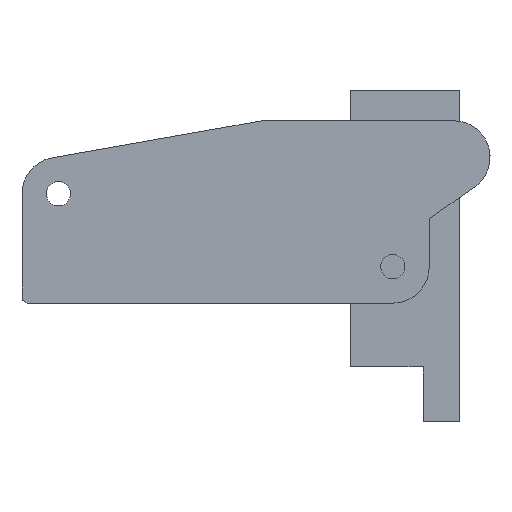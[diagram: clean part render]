
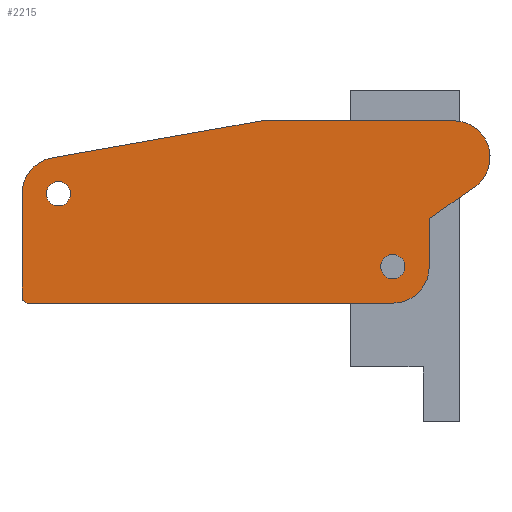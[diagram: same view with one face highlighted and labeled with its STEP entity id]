
A CAD part, left-side view. The second image highlights one B-rep face of the part: STEP entity #2215.
In plain terms, the highlighted planar face has unit normal (-1, 0, 0).
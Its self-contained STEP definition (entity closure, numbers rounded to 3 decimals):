
#30=FACE_BOUND('',#325,.T.);
#31=FACE_BOUND('',#326,.T.);
#68=CIRCLE('',#2352,2.);
#70=CIRCLE('',#2355,2.);
#71=CIRCLE('',#2358,6.);
#73=CIRCLE('',#2362,1.);
#75=CIRCLE('',#2366,6.);
#77=CIRCLE('',#2370,0.5);
#79=CIRCLE('',#2374,6.);
#199=FACE_OUTER_BOUND('',#324,.T.);
#324=EDGE_LOOP('',(#1658,#1659,#1660,#1661,#1662,#1663,#1664,#1665,#1666,
#1667,#1668));
#325=EDGE_LOOP('',(#1669));
#326=EDGE_LOOP('',(#1670));
#494=LINE('',#3293,#730);
#499=LINE('',#3307,#735);
#503=LINE('',#3319,#739);
#507=LINE('',#3331,#743);
#511=LINE('',#3343,#747);
#515=LINE('',#3354,#751);
#730=VECTOR('',#2693,10.);
#735=VECTOR('',#2706,10.);
#739=VECTOR('',#2718,10.);
#743=VECTOR('',#2730,10.);
#747=VECTOR('',#2742,10.);
#751=VECTOR('',#2754,10.);
#946=VERTEX_POINT('',#3281);
#948=VERTEX_POINT('',#3287);
#949=VERTEX_POINT('',#3291);
#950=VERTEX_POINT('',#3292);
#953=VERTEX_POINT('',#3300);
#955=VERTEX_POINT('',#3306);
#957=VERTEX_POINT('',#3312);
#959=VERTEX_POINT('',#3318);
#961=VERTEX_POINT('',#3324);
#963=VERTEX_POINT('',#3330);
#965=VERTEX_POINT('',#3336);
#967=VERTEX_POINT('',#3342);
#969=VERTEX_POINT('',#3348);
#1184=EDGE_CURVE('',#946,#946,#68,.T.);
#1187=EDGE_CURVE('',#948,#948,#70,.T.);
#1188=EDGE_CURVE('',#949,#950,#494,.T.);
#1192=EDGE_CURVE('',#953,#949,#71,.T.);
#1195=EDGE_CURVE('',#955,#953,#499,.T.);
#1198=EDGE_CURVE('',#957,#955,#73,.T.);
#1201=EDGE_CURVE('',#959,#957,#503,.T.);
#1204=EDGE_CURVE('',#961,#959,#75,.T.);
#1207=EDGE_CURVE('',#963,#961,#507,.T.);
#1210=EDGE_CURVE('',#965,#963,#77,.T.);
#1213=EDGE_CURVE('',#967,#965,#511,.T.);
#1216=EDGE_CURVE('',#969,#967,#79,.T.);
#1219=EDGE_CURVE('',#950,#969,#515,.T.);
#1658=ORIENTED_EDGE('',*,*,#1219,.F.);
#1659=ORIENTED_EDGE('',*,*,#1188,.F.);
#1660=ORIENTED_EDGE('',*,*,#1192,.F.);
#1661=ORIENTED_EDGE('',*,*,#1195,.F.);
#1662=ORIENTED_EDGE('',*,*,#1198,.F.);
#1663=ORIENTED_EDGE('',*,*,#1201,.F.);
#1664=ORIENTED_EDGE('',*,*,#1204,.F.);
#1665=ORIENTED_EDGE('',*,*,#1207,.F.);
#1666=ORIENTED_EDGE('',*,*,#1210,.F.);
#1667=ORIENTED_EDGE('',*,*,#1213,.F.);
#1668=ORIENTED_EDGE('',*,*,#1216,.F.);
#1669=ORIENTED_EDGE('',*,*,#1184,.T.);
#1670=ORIENTED_EDGE('',*,*,#1187,.T.);
#2009=PLANE('',#2378);
#2215=ADVANCED_FACE('',(#199,#30,#31),#2009,.F.);
#2352=AXIS2_PLACEMENT_3D('',#3283,#2682,#2683);
#2355=AXIS2_PLACEMENT_3D('',#3289,#2689,#2690);
#2358=AXIS2_PLACEMENT_3D('',#3301,#2699,#2700);
#2362=AXIS2_PLACEMENT_3D('',#3313,#2711,#2712);
#2366=AXIS2_PLACEMENT_3D('',#3325,#2723,#2724);
#2370=AXIS2_PLACEMENT_3D('',#3337,#2735,#2736);
#2374=AXIS2_PLACEMENT_3D('',#3349,#2747,#2748);
#2378=AXIS2_PLACEMENT_3D('',#3357,#2758,#2759);
#2682=DIRECTION('center_axis',(1.,0.,0.));
#2683=DIRECTION('ref_axis',(0.,0.,
1.));
#2689=DIRECTION('center_axis',(1.,0.,0.));
#2690=DIRECTION('ref_axis',(0.,0.,
1.));
#2693=DIRECTION('',(0.,-0.985,0.174));
#2699=DIRECTION('center_axis',(1.,0.,0.));
#2700=DIRECTION('ref_axis',(0.,1.,0.));
#2706=DIRECTION('',(0.,0.,1.));
#2711=DIRECTION('center_axis',(1.,0.,0.));
#2712=DIRECTION('ref_axis',(0.,0.,-1.));
#2718=DIRECTION('',(0.,1.,0.));
#2723=DIRECTION('center_axis',(1.,0.,0.));
#2724=DIRECTION('ref_axis',(0.,-1.,0.));
#2730=DIRECTION('',(0.,0.,-1.));
#2735=DIRECTION('center_axis',(-1.,0.,0.));
#2736=DIRECTION('ref_axis',(0.,-1.,0.));
#2742=DIRECTION('',(0.,0.819,-0.574));
#2747=DIRECTION('center_axis',(1.,0.,0.));
#2748=DIRECTION('ref_axis',(0.,0.,1.));
#2754=DIRECTION('',(0.,-1.,0.));
#2758=DIRECTION('center_axis',(1.,0.,0.));
#2759=DIRECTION('ref_axis',(0.,0.,-1.));
#3281=CARTESIAN_POINT('',(-198.,66.,8.25));
#3283=CARTESIAN_POINT('Origin',(-198.,66.,10.25));
#3287=CARTESIAN_POINT('',(-198.,11.,-3.75));
#3289=CARTESIAN_POINT('Origin',(-198.,11.,-1.75));
#3291=CARTESIAN_POINT('',(-198.,67.042,16.159));
#3292=CARTESIAN_POINT('',(-198.,32.497,22.25));
#3293=CARTESIAN_POINT('',(-198.,67.042,16.159));
#3300=CARTESIAN_POINT('',(-198.,72.,10.25));
#3301=CARTESIAN_POINT('Origin',(-198.,66.,10.25));
#3306=CARTESIAN_POINT('',(-198.,72.,-6.75));
#3307=CARTESIAN_POINT('',(-198.,72.,-6.75));
#3312=CARTESIAN_POINT('',(-198.,71.,-7.75));
#3313=CARTESIAN_POINT('Origin',(-198.,71.,-6.75));
#3318=CARTESIAN_POINT('',(-198.,11.,-7.75));
#3319=CARTESIAN_POINT('',(-198.,11.,-7.75));
#3324=CARTESIAN_POINT('',(-198.,5.,-1.75));
#3325=CARTESIAN_POINT('Origin',(-198.,11.,-1.75));
#3330=CARTESIAN_POINT('',(-198.,5.,5.864));
#3331=CARTESIAN_POINT('',(-198.,5.,5.864));
#3336=CARTESIAN_POINT('',(-198.,4.787,6.274));
#3337=CARTESIAN_POINT('Origin',(-198.,4.5,5.864));
#3342=CARTESIAN_POINT('',(-198.,-2.441,11.335));
#3343=CARTESIAN_POINT('',(-198.,-2.441,11.335));
#3348=CARTESIAN_POINT('',(-198.,1.,22.25));
#3349=CARTESIAN_POINT('Origin',(-198.,1.,16.25));
#3354=CARTESIAN_POINT('',(-198.,32.497,22.25));
#3357=CARTESIAN_POINT('Origin',(-198.,35.14,6.838));
